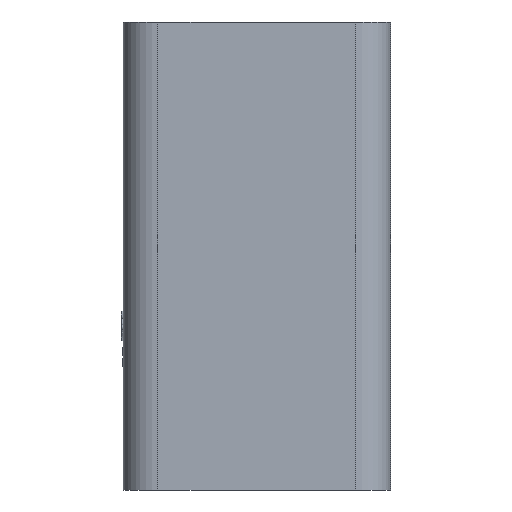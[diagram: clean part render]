
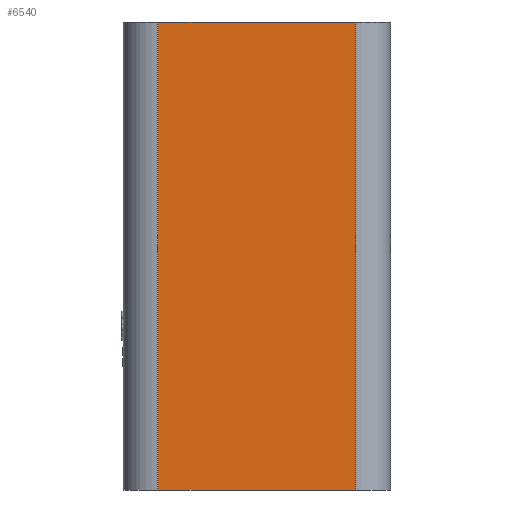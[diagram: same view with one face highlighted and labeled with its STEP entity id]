
A CAD part, front view. The second image highlights one B-rep face of the part: STEP entity #6540.
In plain terms, the highlighted planar face has unit normal (0, -1, 0).
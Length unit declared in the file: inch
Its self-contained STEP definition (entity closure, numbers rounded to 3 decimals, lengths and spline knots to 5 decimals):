
#810 = AXIS2_PLACEMENT_3D ( 'NONE', #32267, #13849, #41915 ) ;
#2691 = VECTOR ( 'NONE', #13263, 39.37008 ) ;
#6540 = ADVANCED_FACE ( 'NONE', ( #51273 ), #45492, .T. ) ;
#8059 = CARTESIAN_POINT ( 'NONE',  ( -0.925, -1.95, -4.375 ) ) ;
#9043 = LINE ( 'NONE', #13920, #2691 ) ;
#13263 = DIRECTION ( 'NONE',  ( 1., 0., 0. ) ) ;
#13849 = DIRECTION ( 'NONE',  ( 0., -1., 0. ) ) ;
#13920 = CARTESIAN_POINT ( 'NONE',  ( -1.25012, -1.95, 0. ) ) ;
#21048 = VERTEX_POINT ( 'NONE', #8059 ) ;
#21669 = CARTESIAN_POINT ( 'NONE',  ( 0.925, -1.95, 0.00012 ) ) ;
#25966 = EDGE_CURVE ( 'NONE', #47987, #21048, #28095, .T. ) ;
#28095 = LINE ( 'NONE', #32935, #46795 ) ;
#32267 = CARTESIAN_POINT ( 'NONE',  ( 0.92512, -1.95, 0.00012 ) ) ;
#32935 = CARTESIAN_POINT ( 'NONE',  ( -0.925, -1.95, 0.00012 ) ) ;
#33011 = DIRECTION ( 'NONE',  ( 1., 0., 0. ) ) ;
#33084 = VECTOR ( 'NONE', #45199, 39.37008 ) ;
#36024 = CARTESIAN_POINT ( 'NONE',  ( 0.925, -1.95, -4.375 ) ) ;
#36186 = ORIENTED_EDGE ( 'NONE', *, *, #49474, .F. ) ;
#37759 = CARTESIAN_POINT ( 'NONE',  ( -0.925, -1.95, 0. ) ) ;
#40609 = EDGE_CURVE ( 'NONE', #21048, #43538, #43634, .T. ) ;
#41915 = DIRECTION ( 'NONE',  ( 0., 0., -1. ) ) ;
#42519 = EDGE_CURVE ( 'NONE', #43934, #43538, #55507, .T. ) ;
#42641 = ORIENTED_EDGE ( 'NONE', *, *, #40609, .T. ) ;
#43538 = VERTEX_POINT ( 'NONE', #36024 ) ;
#43634 = LINE ( 'NONE', #53574, #48218 ) ;
#43934 = VERTEX_POINT ( 'NONE', #54445 ) ;
#45199 = DIRECTION ( 'NONE',  ( 0., 0., -1. ) ) ;
#45492 = PLANE ( 'NONE',  #810 ) ;
#46795 = VECTOR ( 'NONE', #62222, 39.37008 ) ;
#47987 = VERTEX_POINT ( 'NONE', #37759 ) ;
#48218 = VECTOR ( 'NONE', #33011, 39.37008 ) ;
#49474 = EDGE_CURVE ( 'NONE', #47987, #43934, #9043, .T. ) ;
#51273 = FACE_OUTER_BOUND ( 'NONE', #62017, .T. ) ;
#51282 = ORIENTED_EDGE ( 'NONE', *, *, #25966, .T. ) ;
#53574 = CARTESIAN_POINT ( 'NONE',  ( -1.25012, -1.95, -4.375 ) ) ;
#54445 = CARTESIAN_POINT ( 'NONE',  ( 0.925, -1.95, 0. ) ) ;
#55507 = LINE ( 'NONE', #21669, #33084 ) ;
#58450 = ORIENTED_EDGE ( 'NONE', *, *, #42519, .F. ) ;
#62017 = EDGE_LOOP ( 'NONE', ( #58450, #36186, #51282, #42641 ) ) ;
#62222 = DIRECTION ( 'NONE',  ( 0., 0., -1. ) ) ;
